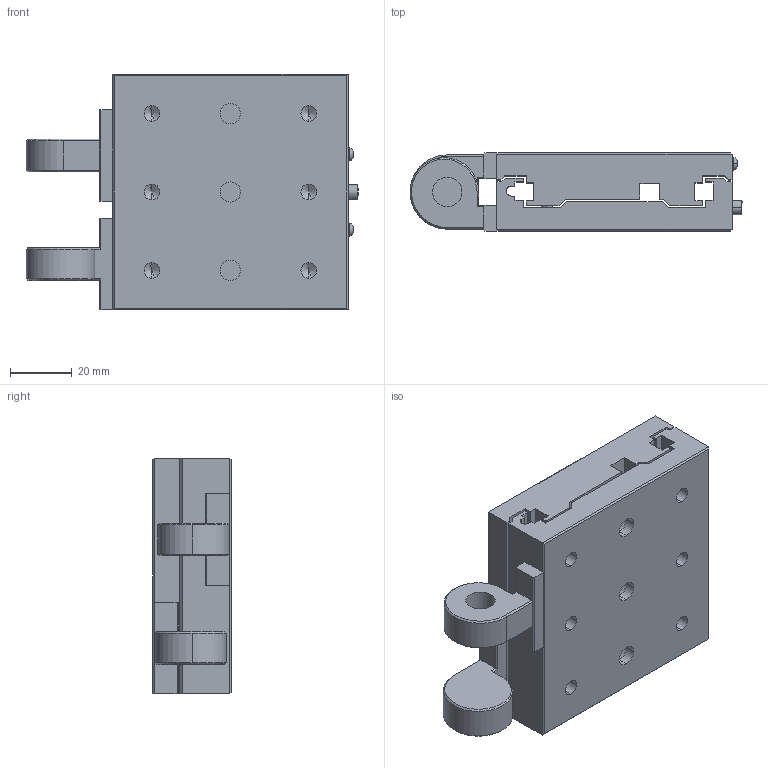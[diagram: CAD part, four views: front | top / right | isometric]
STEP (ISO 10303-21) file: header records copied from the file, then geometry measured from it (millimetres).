
FILE_DESCRIPTION((''),'2;1');
FILE_NAME('423','2023-09-10T20:37:44',('Administrator'),(''),'CREO PARAMETRIC BY PTC INC, 2019030','CREO PARAMETRIC BY PTC INC, 2019030','');
FILE_SCHEMA(('AUTOMOTIVE_DESIGN { 1 0 10303 214 1 1 1 1 }'));
Length unit declared in the file: inch
Products named in the file (1): 423
Bounding box: 107.47 x 25.4 x 76.2 mm (x, y, z)
Volume: 136502 mm3; surface area: 43911 mm2
Topology: 5 solids, 5 shells, 241 faces, 609 edges, 370 vertices
Faces by surface type: plane 135, cylinder 62, cone 40, bspline 4
Entity records: 8993 total; most frequent: CARTESIAN_POINT 1301, DIRECTION 1201, ORIENTED_EDGE 1158, PRESENTATION_STYLE_ASSIGNMENT 585, STYLED_ITEM 585, CURVE_STYLE 580, EDGE_CURVE 579, VECTOR 433
